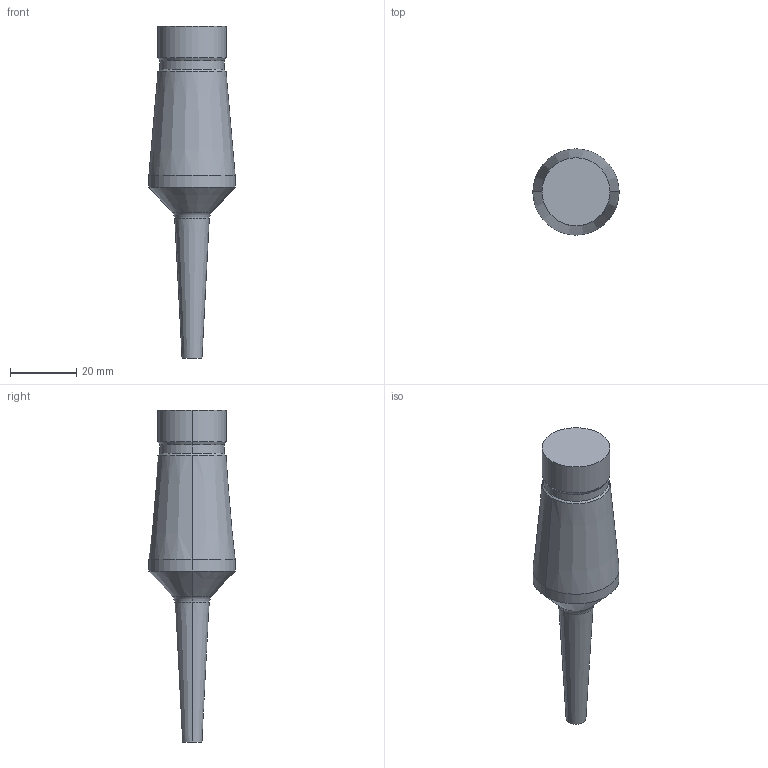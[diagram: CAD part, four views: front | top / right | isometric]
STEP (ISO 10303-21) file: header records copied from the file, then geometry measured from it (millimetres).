
FILE_DESCRIPTION (( 'STEP AP203' ), '1' );
FILE_NAME ('STP-258.SFS12.03.055.STEP', '2019-08-09T05:13:09', ( '' ), ( '' ), 'SwSTEP 2.0', 'SolidWorks 2017', '' );
FILE_SCHEMA (( 'CONFIG_CONTROL_DESIGN' ));
Length unit declared in the file: millimetre
Products named in the file (1): STP-258.SFS12.03.055
Bounding box: 26 x 26 x 100 mm (x, y, z)
Volume: 24145.1 mm3; surface area: 5838.5 mm2
Topology: 1 solids, 1 shells, 26 faces, 50 edges, 28 vertices
Faces by surface type: cylinder 10, cone 10, plane 4, torus 2
Entity records: 733 total; most frequent: DIRECTION 134, CARTESIAN_POINT 105, ORIENTED_EDGE 100, AXIS2_PLACEMENT_3D 57, EDGE_CURVE 50, CIRCLE 30, EDGE_LOOP 28, VERTEX_POINT 28
